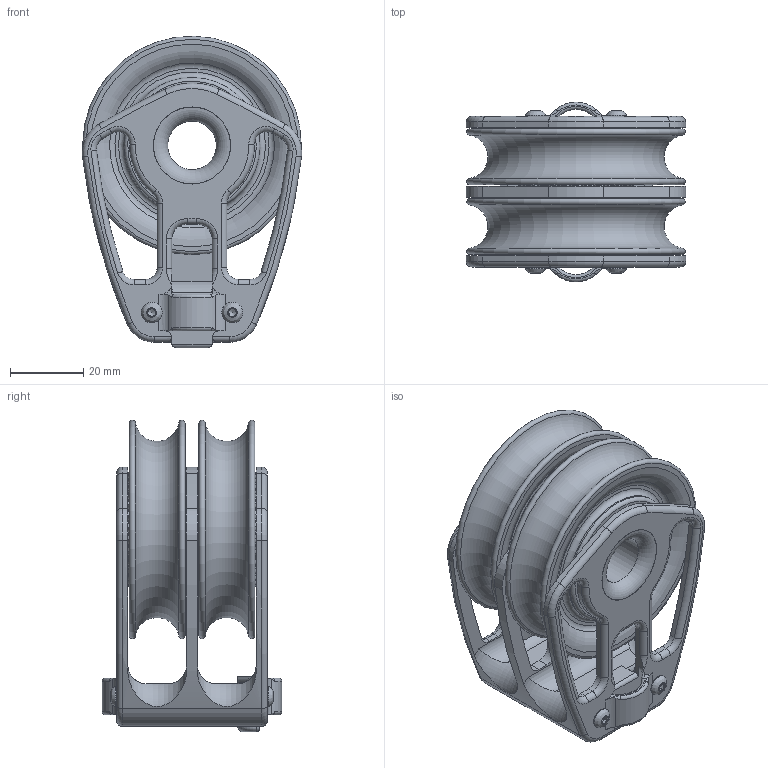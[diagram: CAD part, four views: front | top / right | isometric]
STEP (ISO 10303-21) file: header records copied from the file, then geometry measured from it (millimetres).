
FILE_DESCRIPTION(/* description */ (''),/* implementation_level */ '2;1');
FILE_NAME(/* name */ 'LL1062.stp',/* time_stamp */ '2019-11-06T11:24:41+01:00',/* author */ ('francesca'),/* organization */ (''),/* preprocessor_version */ 'ST-DEVELOPER v16.5',/* originating_system */ 'Autodesk Inventor 2017',/* authorisation */ '');
FILE_SCHEMA (('CONFIG_CONTROL_DESIGN'));
Length unit declared in the file: millimetre
Products named in the file (1): 17051105
Bounding box: 59.8 x 49 x 84.85 mm (x, y, z)
Volume: 85471.9 mm3; surface area: 38472.2 mm2
Topology: 1 solids, 1 shells, 962 faces, 2691 edges, 1788 vertices
Faces by surface type: plane 389, cone 160, cylinder 155, torus 136, sphere 116, bspline 6
Full cylindrical faces by diameter (mm): 13.2 x1, 19.75 x4, 20.994 x2, 21 x2, 37 x4
Entity records: 30365 total; most frequent: CARTESIAN_POINT 6031, DIRECTION 5447, ORIENTED_EDGE 4886, EDGE_CURVE 2439, AXIS2_PLACEMENT_3D 2209, VERTEX_POINT 1655, EDGE_LOOP 1166, LINE 1029
